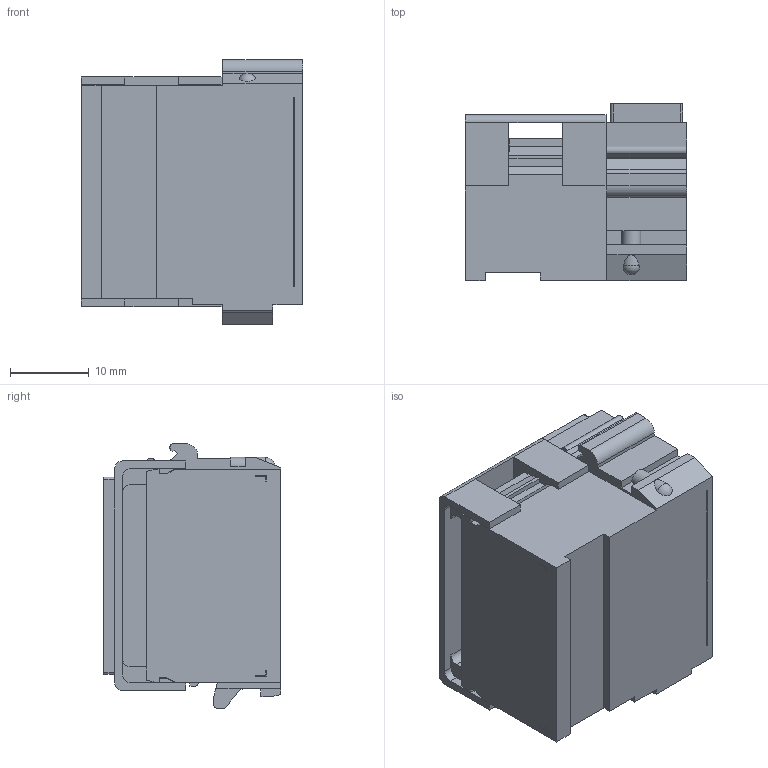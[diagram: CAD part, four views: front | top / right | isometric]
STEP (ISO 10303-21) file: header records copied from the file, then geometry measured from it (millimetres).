
FILE_DESCRIPTION((''),'2;1');
FILE_NAME('00176520302','2020-08-31T',('presta_be4'),(''),'CREO PARAMETRIC BY PTC INC, 2018360','CREO PARAMETRIC BY PTC INC, 2018360','');
FILE_SCHEMA(('CONFIG_CONTROL_DESIGN'));
Products named in the file (1): 00176520302
Bounding box: 28 x 22.45 x 33.55 mm (x, y, z)
Volume: 9450.7 mm3; surface area: 12171.4 mm2
Topology: 13 solids, 13 shells, 3346 faces, 8390 edges, 5359 vertices
Faces by surface type: plane 2063, cylinder 570, cone 424, torus 288, sphere 1
Entity records: 101976 total; most frequent: CARTESIAN_POINT 20094, DIRECTION 17449, ORIENTED_EDGE 16732, EDGE_CURVE 8366, AXIS2_PLACEMENT_3D 6143, VERTEX_POINT 5359, VECTOR 5163, LINE 5163
